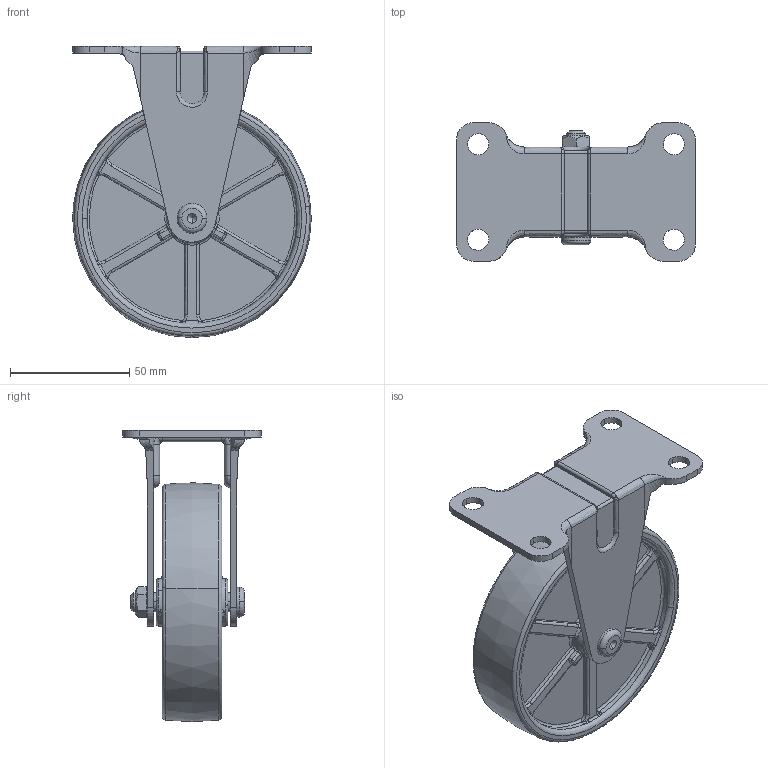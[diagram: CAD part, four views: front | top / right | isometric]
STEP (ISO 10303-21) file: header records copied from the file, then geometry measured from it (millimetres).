
FILE_DESCRIPTION((''),'2;1');
FILE_NAME('','2005-12-15T17:15:20',(''),(''),'','CADfix','');
FILE_SCHEMA(('AUTOMOTIVE_DESIGN'));
Length unit declared in the file: millimetre
Products named in the file (4): wheel; body; axle; No_420_ER_N100_4_29990_36
Assembly tree (3 placements, depth 2):
  No_420_ER_N100_4_29990_36
    wheel
    body
    axle
Bounding box: 100 x 58 x 122 mm (x, y, z)
Volume: 172267.6 mm3; surface area: 50615.2 mm2
Topology: 3 solids, 3 shells, 566 faces, 1494 edges, 930 vertices
Faces by surface type: bspline 566
Entity records: 27869 total; most frequent: CARTESIAN_POINT 19711, ORIENTED_EDGE 2968, EDGE_CURVE 1484, VERTEX_POINT 930, EDGE_LOOP 586, FACE_OUTER_BOUND 566, ADVANCED_FACE 566, B_SPLINE_CURVE_WITH_KNOTS 420
